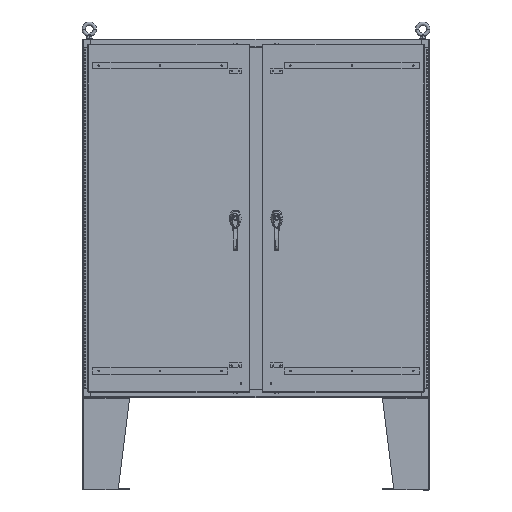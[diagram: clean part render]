
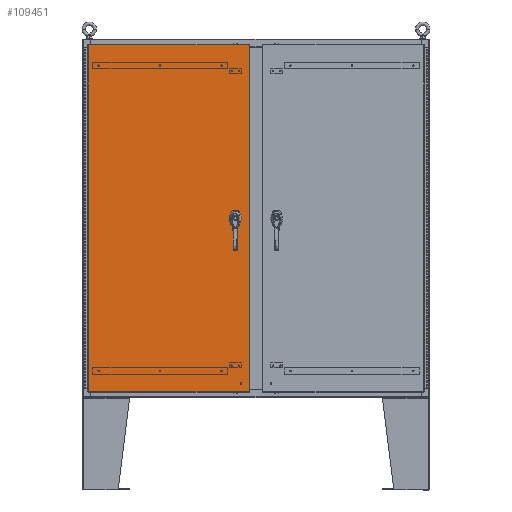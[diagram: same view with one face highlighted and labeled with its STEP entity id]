
A CAD part, top view. The second image highlights one B-rep face of the part: STEP entity #109451.
In plain terms, the highlighted planar face has unit normal (0, 0, 1).
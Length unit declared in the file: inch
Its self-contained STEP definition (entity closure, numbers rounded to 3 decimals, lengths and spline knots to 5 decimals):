
#1931 = DIRECTION ( 'NONE',  ( 0., 1., 0. ) ) ;
#3047 = LINE ( 'NONE', #46162, #93101 ) ;
#3211 = CARTESIAN_POINT ( 'NONE',  ( 11.5055, -1.338, 0. ) ) ;
#4801 = CIRCLE ( 'NONE', #13226, 0.45 ) ;
#7390 = AXIS2_PLACEMENT_3D ( 'NONE', #13417, #95516, #25233 ) ;
#7585 = LINE ( 'NONE', #78115, #121463 ) ;
#11219 = DIRECTION ( 'NONE',  ( -1., 0., 0. ) ) ;
#13223 = CIRCLE ( 'NONE', #27055, 0.45 ) ;
#13226 = AXIS2_PLACEMENT_3D ( 'NONE', #61085, #143168, #72921 ) ;
#13417 = CARTESIAN_POINT ( 'NONE',  ( 11.5055, -1.338, 0. ) ) ;
#14269 = CARTESIAN_POINT ( 'NONE',  ( 11.30527, 0.403, 0. ) ) ;
#15128 = DIRECTION ( 'NONE',  ( 1., 0., 0. ) ) ;
#19925 = CARTESIAN_POINT ( 'NONE',  ( 11.1025, 0.20023, 0. ) ) ;
#20244 = VECTOR ( 'NONE', #78408, 39.37008 ) ;
#20302 = FACE_OUTER_BOUND ( 'NONE', #81800, .T. ) ;
#20859 = ORIENTED_EDGE ( 'NONE', *, *, #95251, .T. ) ;
#23802 = VECTOR ( 'NONE', #1931, 39.37008 ) ;
#23939 = EDGE_CURVE ( 'NONE', #127282, #103035, #47677, .T. ) ;
#25233 = DIRECTION ( 'NONE',  ( 1., 0., 0. ) ) ;
#26744 = VERTEX_POINT ( 'NONE', #146182 ) ;
#27055 = AXIS2_PLACEMENT_3D ( 'NONE', #47958, #130047, #59718 ) ;
#27441 = EDGE_CURVE ( 'NONE', #97539, #145996, #91299, .T. ) ;
#29595 = EDGE_CURVE ( 'NONE', #96520, #115961, #148059, .T. ) ;
#31146 = EDGE_CURVE ( 'NONE', #111975, #48135, #13223, .T. ) ;
#34122 = ORIENTED_EDGE ( 'NONE', *, *, #121683, .F. ) ;
#35673 = ORIENTED_EDGE ( 'NONE', *, *, #140252, .T. ) ;
#36438 = CARTESIAN_POINT ( 'NONE',  ( 0., 0.403, 0. ) ) ;
#39851 = DIRECTION ( 'NONE',  ( 0., 0., 1. ) ) ;
#40157 = ORIENTED_EDGE ( 'NONE', *, *, #138979, .T. ) ;
#40240 = CARTESIAN_POINT ( 'NONE',  ( 11.677, -1.338, 0. ) ) ;
#40540 = CARTESIAN_POINT ( 'NONE',  ( 11.9085, 0.20023, 0. ) ) ;
#43424 = VECTOR ( 'NONE', #130357, 39.37008 ) ;
#45237 = EDGE_CURVE ( 'NONE', #26744, #101012, #103866, .T. ) ;
#46078 = ORIENTED_EDGE ( 'NONE', *, *, #23939, .T. ) ;
#46162 = CARTESIAN_POINT ( 'NONE',  ( 13.9178, 30.0182, 0. ) ) ;
#46707 = CARTESIAN_POINT ( 'NONE',  ( 11.5055, 0., 0. ) ) ;
#47677 = LINE ( 'NONE', #107267, #23802 ) ;
#47895 = FACE_BOUND ( 'NONE', #118442, .T. ) ;
#47958 = CARTESIAN_POINT ( 'NONE',  ( 11.5055, 0., 0. ) ) ;
#48135 = VERTEX_POINT ( 'NONE', #146380 ) ;
#52660 = EDGE_CURVE ( 'NONE', #122966, #127282, #140461, .T. ) ;
#58475 = DIRECTION ( 'NONE',  ( 1., 0., 0. ) ) ;
#59718 = DIRECTION ( 'NONE',  ( 1., 0., 0. ) ) ;
#61085 = CARTESIAN_POINT ( 'NONE',  ( 11.5055, 0., 0. ) ) ;
#61587 = ORIENTED_EDGE ( 'NONE', *, *, #88241, .F. ) ;
#63278 = CARTESIAN_POINT ( 'NONE',  ( 13.9178, -30.0182, 0. ) ) ;
#64904 = EDGE_LOOP ( 'NONE', ( #40157, #107004, #34122, #77155, #61587, #84658, #140521, #98684 ) ) ;
#67447 = ORIENTED_EDGE ( 'NONE', *, *, #74438, .F. ) ;
#69545 = DIRECTION ( 'NONE',  ( 0., -1., 0. ) ) ;
#72921 = DIRECTION ( 'NONE',  ( 1., 0., 0. ) ) ;
#74387 = VECTOR ( 'NONE', #130603, 39.37008 ) ;
#74438 = EDGE_CURVE ( 'NONE', #145996, #97539, #106000, .T. ) ;
#76629 = VECTOR ( 'NONE', #147874, 39.37008 ) ;
#77155 = ORIENTED_EDGE ( 'NONE', *, *, #29595, .F. ) ;
#77617 = CARTESIAN_POINT ( 'NONE',  ( 11.9085, 0., 0. ) ) ;
#78115 = CARTESIAN_POINT ( 'NONE',  ( 11.1025, 0., 0. ) ) ;
#78408 = DIRECTION ( 'NONE',  ( 1., 0., 0. ) ) ;
#80385 = DIRECTION ( 'NONE',  ( -1., 0., 0. ) ) ;
#80986 = AXIS2_PLACEMENT_3D ( 'NONE', #110160, #39851, #121926 ) ;
#81800 = EDGE_LOOP ( 'NONE', ( #116225, #46078, #20859, #35673 ) ) ;
#84658 = ORIENTED_EDGE ( 'NONE', *, *, #139366, .F. ) ;
#85444 = ORIENTED_EDGE ( 'NONE', *, *, #27441, .F. ) ;
#85460 = DIRECTION ( 'NONE',  ( 0., 0., 1. ) ) ;
#87361 = LINE ( 'NONE', #139828, #146093 ) ;
#88241 = EDGE_CURVE ( 'NONE', #129320, #96520, #7585, .T. ) ;
#89078 = AXIS2_PLACEMENT_3D ( 'NONE', #46707, #128809, #58475 ) ;
#89779 = CARTESIAN_POINT ( 'NONE',  ( 11.1025, -0.20023, 0. ) ) ;
#89857 = DIRECTION ( 'NONE',  ( 0., -1., 0. ) ) ;
#91299 = CIRCLE ( 'NONE', #101805, 0.1715 ) ;
#92342 = CARTESIAN_POINT ( 'NONE',  ( -13.9178, -30.0182, 0. ) ) ;
#93101 = VECTOR ( 'NONE', #11219, 39.37008 ) ;
#95251 = EDGE_CURVE ( 'NONE', #103035, #123755, #3047, .T. ) ;
#95516 = DIRECTION ( 'NONE',  ( 0., 0., 1. ) ) ;
#96520 = VERTEX_POINT ( 'NONE', #89779 ) ;
#97539 = VERTEX_POINT ( 'NONE', #134491 ) ;
#98684 = ORIENTED_EDGE ( 'NONE', *, *, #31146, .F. ) ;
#101012 = VERTEX_POINT ( 'NONE', #127662 ) ;
#101805 = AXIS2_PLACEMENT_3D ( 'NONE', #3211, #85460, #15128 ) ;
#101981 = CARTESIAN_POINT ( 'NONE',  ( 0., -0.403, 0. ) ) ;
#102736 = CARTESIAN_POINT ( 'NONE',  ( -13.9178, 30.0182, 0. ) ) ;
#102920 = FACE_BOUND ( 'NONE', #64904, .T. ) ;
#103035 = VERTEX_POINT ( 'NONE', #123876 ) ;
#103866 = CIRCLE ( 'NONE', #89078, 0.45 ) ;
#106000 = CIRCLE ( 'NONE', #7390, 0.1715 ) ;
#106988 = CARTESIAN_POINT ( 'NONE',  ( -13.9178, -30.0182, 0. ) ) ;
#107004 = ORIENTED_EDGE ( 'NONE', *, *, #45237, .F. ) ;
#107267 = CARTESIAN_POINT ( 'NONE',  ( 13.9178, -30.0182, 0. ) ) ;
#109451 = ADVANCED_FACE ( 'NONE', ( #47895, #20302, #102920 ), #138866, .F. ) ;
#110160 = CARTESIAN_POINT ( 'NONE',  ( 11.5055, 0., 0. ) ) ;
#111975 = VERTEX_POINT ( 'NONE', #40540 ) ;
#115961 = VERTEX_POINT ( 'NONE', #116041 ) ;
#116041 = CARTESIAN_POINT ( 'NONE',  ( 11.30527, -0.403, 0. ) ) ;
#116225 = ORIENTED_EDGE ( 'NONE', *, *, #52660, .T. ) ;
#118442 = EDGE_LOOP ( 'NONE', ( #67447, #85444 ) ) ;
#121463 = VECTOR ( 'NONE', #89857, 39.37008 ) ;
#121683 = EDGE_CURVE ( 'NONE', #115961, #26744, #137774, .T. ) ;
#121926 = DIRECTION ( 'NONE',  ( 1., 0., 0. ) ) ;
#122966 = VERTEX_POINT ( 'NONE', #92342 ) ;
#123755 = VERTEX_POINT ( 'NONE', #102736 ) ;
#123876 = CARTESIAN_POINT ( 'NONE',  ( 13.9178, 30.0182, 0. ) ) ;
#127076 = CARTESIAN_POINT ( 'NONE',  ( 0., 0., 0. ) ) ;
#127282 = VERTEX_POINT ( 'NONE', #63278 ) ;
#127662 = CARTESIAN_POINT ( 'NONE',  ( 11.9085, -0.20023, 0. ) ) ;
#128809 = DIRECTION ( 'NONE',  ( 0., 0., 1. ) ) ;
#129320 = VERTEX_POINT ( 'NONE', #19925 ) ;
#130047 = DIRECTION ( 'NONE',  ( 0., 0., 1. ) ) ;
#130357 = DIRECTION ( 'NONE',  ( -1., 0., 0. ) ) ;
#130603 = DIRECTION ( 'NONE',  ( 1., 0., 0. ) ) ;
#134491 = CARTESIAN_POINT ( 'NONE',  ( 11.334, -1.338, 0. ) ) ;
#137074 = LINE ( 'NONE', #36438, #43424 ) ;
#137774 = LINE ( 'NONE', #101981, #20244 ) ;
#138866 = PLANE ( 'NONE',  #143932 ) ;
#138979 = EDGE_CURVE ( 'NONE', #111975, #101012, #139008, .T. ) ;
#139008 = LINE ( 'NONE', #77617, #76629 ) ;
#139366 = EDGE_CURVE ( 'NONE', #141975, #129320, #4801, .T. ) ;
#139828 = CARTESIAN_POINT ( 'NONE',  ( -13.9178, 30.0182, 0. ) ) ;
#140252 = EDGE_CURVE ( 'NONE', #123755, #122966, #87361, .T. ) ;
#140461 = LINE ( 'NONE', #106988, #74387 ) ;
#140521 = ORIENTED_EDGE ( 'NONE', *, *, #150801, .F. ) ;
#141975 = VERTEX_POINT ( 'NONE', #14269 ) ;
#143168 = DIRECTION ( 'NONE',  ( 0., 0., 1. ) ) ;
#143932 = AXIS2_PLACEMENT_3D ( 'NONE', #127076, #150691, #80385 ) ;
#145996 = VERTEX_POINT ( 'NONE', #40240 ) ;
#146093 = VECTOR ( 'NONE', #69545, 39.37008 ) ;
#146182 = CARTESIAN_POINT ( 'NONE',  ( 11.70573, -0.403, 0. ) ) ;
#146380 = CARTESIAN_POINT ( 'NONE',  ( 11.70573, 0.403, 0. ) ) ;
#147874 = DIRECTION ( 'NONE',  ( 0., -1., 0. ) ) ;
#148059 = CIRCLE ( 'NONE', #80986, 0.45 ) ;
#150691 = DIRECTION ( 'NONE',  ( 0., 0., -1. ) ) ;
#150801 = EDGE_CURVE ( 'NONE', #48135, #141975, #137074, .T. ) ;
